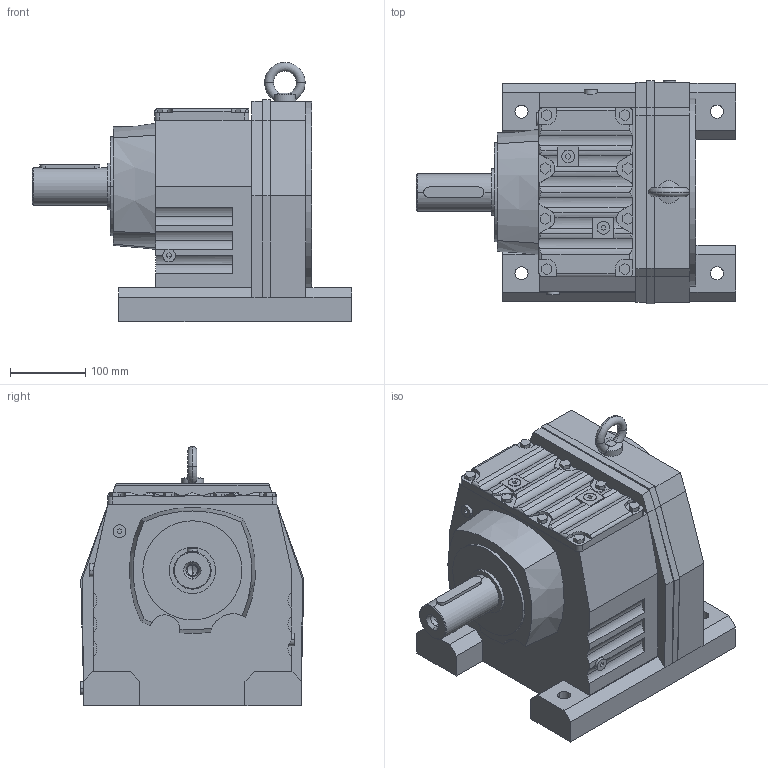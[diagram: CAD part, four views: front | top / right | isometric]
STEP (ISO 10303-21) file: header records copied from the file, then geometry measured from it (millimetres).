
FILE_DESCRIPTION(('STEP AP214'),'1');
FILE_NAME('cctmp_18CE9FE3-7F14-47F2-8C96-0329B46BFB46_2021_8_24_15_30_28_389..stp','2021-08-24T13:30:28',('SEW-EURODRIVE GmbH & Co KG'),('CADClick - www.CADClick.com'),'Spatial InterOp 3D postprocessed',' ','unknown authorization');
FILE_SCHEMA(('AUTOMOTIVE_DESIGN'));
Length unit declared in the file: millimetre
Products named in the file (1): 2021_08_24__15-30-28-389
Bounding box: 425 x 298 x 345 mm (x, y, z)
Volume: 17191693.8 mm3; surface area: 521133.6 mm2
Topology: 1 solids, 5 shells, 401 faces, 1029 edges, 663 vertices
Faces by surface type: plane 260, cylinder 118, cone 15, torus 8
Entity records: 14449 total; most frequent: CARTESIAN_POINT 3417, ORIENTED_EDGE 2054, DIRECTION 1989, EDGE_CURVE 1027, LINE 715, VECTOR 715, VERTEX_POINT 663, AXIS2_PLACEMENT_3D 637
